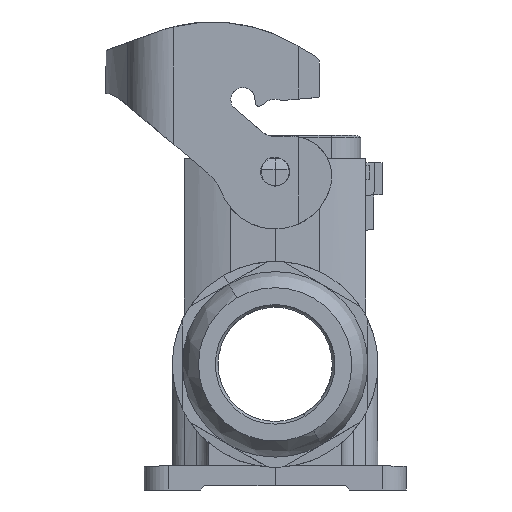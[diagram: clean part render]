
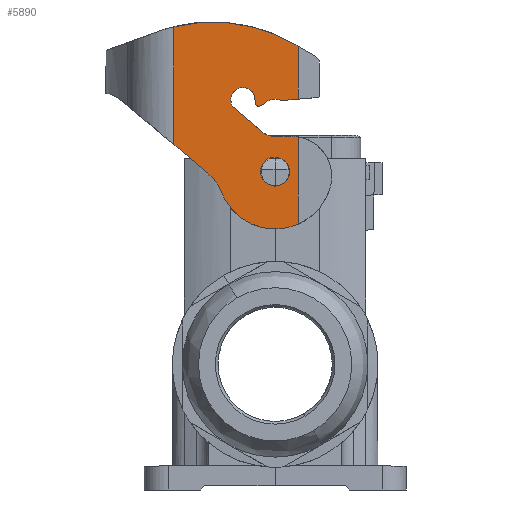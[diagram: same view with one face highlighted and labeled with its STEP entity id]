
A CAD part, left-side view. The second image highlights one B-rep face of the part: STEP entity #5890.
In plain terms, the highlighted planar face has unit normal (-1, 0.009, 0).
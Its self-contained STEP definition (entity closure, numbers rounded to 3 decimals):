
#5196=FACE_BOUND('',#7981,.T.);
#5197=FACE_BOUND('',#7982,.T.);
#5635=ELLIPSE('',#22354,14.225,14.224);
#5643=ELLIPSE('',#22364,12.,12.);
#5649=ELLIPSE('',#22383,3.6,3.6);
#5653=ELLIPSE('',#22390,40.002,40.);
#5659=ELLIPSE('',#22397,10.,10.);
#5660=ELLIPSE('',#22398,4.75,4.75);
#5661=ELLIPSE('',#22399,3.,3.);
#5662=ELLIPSE('',#22400,1.,1.);
#5663=ELLIPSE('',#22401,4.5,4.5);
#5890=ADVANCED_FACE('',(#5196,#5197),#6735,.T.);
#6735=PLANE('',#22402);
#7981=EDGE_LOOP('',(#9087,#9088,#9089,#9090,#9091,#9092,#9093,#9094,#9095,
#9096,#9097,#9098,#9099,#9100,#9101,#9102,#9103));
#7982=EDGE_LOOP('',(#9104));
#9087=ORIENTED_EDGE('',*,*,#15012,.T.);
#9088=ORIENTED_EDGE('',*,*,#14930,.T.);
#9089=ORIENTED_EDGE('',*,*,#14947,.T.);
#9090=ORIENTED_EDGE('',*,*,#14925,.T.);
#9091=ORIENTED_EDGE('',*,*,#15013,.T.);
#9092=ORIENTED_EDGE('',*,*,#15014,.T.);
#9093=ORIENTED_EDGE('',*,*,#15015,.T.);
#9094=ORIENTED_EDGE('',*,*,#15016,.T.);
#9095=ORIENTED_EDGE('',*,*,#15017,.T.);
#9096=ORIENTED_EDGE('',*,*,#15018,.T.);
#9097=ORIENTED_EDGE('',*,*,#15019,.T.);
#9098=ORIENTED_EDGE('',*,*,#15020,.T.);
#9099=ORIENTED_EDGE('',*,*,#15021,.T.);
#9100=ORIENTED_EDGE('',*,*,#15022,.T.);
#9101=ORIENTED_EDGE('',*,*,#15023,.T.);
#9102=ORIENTED_EDGE('',*,*,#15024,.F.);
#9103=ORIENTED_EDGE('',*,*,#15002,.F.);
#9104=ORIENTED_EDGE('',*,*,#14995,.F.);
#13432=VERTEX_POINT('',#28916);
#13433=VERTEX_POINT('',#28918);
#13436=VERTEX_POINT('',#28926);
#13437=VERTEX_POINT('',#28928);
#13489=VERTEX_POINT('',#29060);
#13494=VERTEX_POINT('',#29086);
#13495=VERTEX_POINT('',#29088);
#13504=VERTEX_POINT('',#29112);
#13505=VERTEX_POINT('',#29114);
#13506=VERTEX_POINT('',#29116);
#13507=VERTEX_POINT('',#29118);
#13508=VERTEX_POINT('',#29120);
#13509=VERTEX_POINT('',#29122);
#13510=VERTEX_POINT('',#29124);
#13511=VERTEX_POINT('',#29126);
#13512=VERTEX_POINT('',#29128);
#13513=VERTEX_POINT('',#29130);
#13514=VERTEX_POINT('',#29132);
#14925=EDGE_CURVE('',#13433,#13432,#5635,.T.);
#14930=EDGE_CURVE('',#13437,#13436,#18552,.T.);
#14947=EDGE_CURVE('',#13436,#13433,#5643,.T.);
#14995=EDGE_CURVE('',#13489,#13489,#5649,.T.);
#15002=EDGE_CURVE('',#13494,#13495,#5653,.T.);
#15012=EDGE_CURVE('',#13494,#13437,#18601,.T.);
#15013=EDGE_CURVE('',#13432,#13504,#18602,.T.);
#15014=EDGE_CURVE('',#13504,#13505,#5659,.T.);
#15015=EDGE_CURVE('',#13505,#13506,#18603,.T.);
#15016=EDGE_CURVE('',#13506,#13507,#5660,.T.);
#15017=EDGE_CURVE('',#13507,#13508,#18604,.T.);
#15018=EDGE_CURVE('',#13508,#13509,#5661,.T.);
#15019=EDGE_CURVE('',#13509,#13510,#18605,.T.);
#15020=EDGE_CURVE('',#13510,#13511,#5662,.T.);
#15021=EDGE_CURVE('',#13511,#13512,#5663,.T.);
#15022=EDGE_CURVE('',#13512,#13513,#18606,.T.);
#15023=EDGE_CURVE('',#13513,#13514,#18607,.T.);
#15024=EDGE_CURVE('',#13495,#13514,#18608,.T.);
#18552=LINE('',#28927,#19934);
#18601=LINE('',#29110,#19983);
#18602=LINE('',#29111,#19984);
#18603=LINE('',#29115,#19985);
#18604=LINE('',#29119,#19986);
#18605=LINE('',#29123,#19987);
#18606=LINE('',#29129,#19988);
#18607=LINE('',#29131,#19989);
#18608=LINE('',#29133,#19990);
#19934=VECTOR('',#24149,1.);
#19983=VECTOR('',#24280,1.);
#19984=VECTOR('',#24281,1.);
#19985=VECTOR('',#24284,1.);
#19986=VECTOR('',#24287,1.);
#19987=VECTOR('',#24290,1.);
#19988=VECTOR('',#24295,1.);
#19989=VECTOR('',#24296,1.);
#19990=VECTOR('',#24297,1.);
#22354=AXIS2_PLACEMENT_3D('',#28917,#24141,#24142);
#22364=AXIS2_PLACEMENT_3D('',#28966,#24173,#24174);
#22383=AXIS2_PLACEMENT_3D('',#29059,#24248,#24249);
#22390=AXIS2_PLACEMENT_3D('',#29087,#24263,#24264);
#22397=AXIS2_PLACEMENT_3D('',#29113,#24282,#24283);
#22398=AXIS2_PLACEMENT_3D('',#29117,#24285,#24286);
#22399=AXIS2_PLACEMENT_3D('',#29121,#24288,#24289);
#22400=AXIS2_PLACEMENT_3D('',#29125,#24291,#24292);
#22401=AXIS2_PLACEMENT_3D('',#29127,#24293,#24294);
#22402=AXIS2_PLACEMENT_3D('',#29134,#24298,#24299);
#24141=DIRECTION('',(-1.,0.009,0.));
#24142=DIRECTION('',(0.009,1.,0.));
#24149=DIRECTION('',(-0.007,-0.766,-0.643));
#24173=DIRECTION('',(1.,-0.009,0.));
#24174=DIRECTION('',(0.009,1.,0.));
#24248=DIRECTION('',(-1.,0.009,0.));
#24249=DIRECTION('',(0.009,1.,0.));
#24263=DIRECTION('',(1.,-0.009,0.));
#24264=DIRECTION('',(0.009,1.,0.));
#24280=DIRECTION('',(0.,0.,-1.));
#24281=DIRECTION('',(0.,0.,1.));
#24282=DIRECTION('',(-1.,0.009,0.));
#24283=DIRECTION('',(0.009,1.,0.));
#24284=DIRECTION('',(0.009,1.,-0.027));
#24285=DIRECTION('',(1.,-0.009,0.));
#24286=DIRECTION('',(0.009,1.,0.));
#24287=DIRECTION('',(0.007,0.766,0.643));
#24288=DIRECTION('',(1.,-0.009,0.));
#24289=DIRECTION('',(0.009,1.,0.));
#24290=DIRECTION('',(0.,-0.034,-0.999));
#24291=DIRECTION('',(-1.,0.009,0.));
#24292=DIRECTION('',(0.009,1.,0.));
#24293=DIRECTION('',(1.,-0.009,0.));
#24294=DIRECTION('',(0.009,1.,0.));
#24295=DIRECTION('',(-0.009,-0.996,0.087));
#24296=DIRECTION('',(0.,0.,1.));
#24297=DIRECTION('',(-0.008,-0.866,-0.5));
#24298=DIRECTION('',(-1.,0.009,0.));
#24299=DIRECTION('',(-0.009,-1.,0.));
#28916=CARTESIAN_POINT('',(-53.75,-5.729,-10.47));
#28917=CARTESIAN_POINT('',(-53.7,0.,2.55));
#28918=CARTESIAN_POINT('',(-53.584,13.254,-2.614));
#28926=CARTESIAN_POINT('',(-53.554,16.722,2.222));
#28927=CARTESIAN_POINT('',(-53.362,38.784,20.734));
#28928=CARTESIAN_POINT('',(-53.481,25.088,9.242));
#28966=CARTESIAN_POINT('',(-53.487,24.435,-6.971));
#29059=CARTESIAN_POINT('',(-53.7,0.,2.55));
#29060=CARTESIAN_POINT('',(-53.669,3.6,2.55));
#29086=CARTESIAN_POINT('',(-53.481,25.088,38.466));
#29087=CARTESIAN_POINT('',(-53.565,15.464,-0.359));
#29088=CARTESIAN_POINT('',(-53.74,-4.536,34.282));
#29110=CARTESIAN_POINT('',(-53.481,25.088,47.55));
#29111=CARTESIAN_POINT('',(-53.75,-5.729,20.378));
#29112=CARTESIAN_POINT('',(-53.75,-5.729,11.16));
#29113=CARTESIAN_POINT('',(-53.735,-4.037,1.304));
#29114=CARTESIAN_POINT('',(-53.733,-3.765,11.301));
#29115=CARTESIAN_POINT('',(-53.733,-3.765,11.301));
#29116=CARTESIAN_POINT('',(-53.701,-0.129,11.202));
#29117=CARTESIAN_POINT('',(-53.7,0.,15.95));
#29118=CARTESIAN_POINT('',(-53.673,3.053,12.311));
#29119=CARTESIAN_POINT('',(-53.673,3.053,12.311));
#29120=CARTESIAN_POINT('',(-53.613,9.928,18.08));
#29121=CARTESIAN_POINT('',(-53.63,8.,20.378));
#29122=CARTESIAN_POINT('',(-53.656,5.002,20.481));
#29123=CARTESIAN_POINT('',(-53.656,5.002,20.481));
#29124=CARTESIAN_POINT('',(-53.657,4.976,19.716));
#29125=CARTESIAN_POINT('',(-53.665,3.976,19.75));
#29126=CARTESIAN_POINT('',(-53.672,3.253,19.059));
#29127=CARTESIAN_POINT('',(-53.7,0.,15.95));
#29128=CARTESIAN_POINT('',(-53.714,-1.636,20.142));
#29129=CARTESIAN_POINT('',(-53.715,-1.75,20.152));
#29130=CARTESIAN_POINT('',(-53.75,-5.729,20.5));
#29131=CARTESIAN_POINT('',(-53.75,-5.729,20.378));
#29132=CARTESIAN_POINT('',(-53.75,-5.729,33.593));
#29133=CARTESIAN_POINT('',(-53.751,-5.889,33.501));
#29134=CARTESIAN_POINT('',(-53.822,-14.,47.55));
